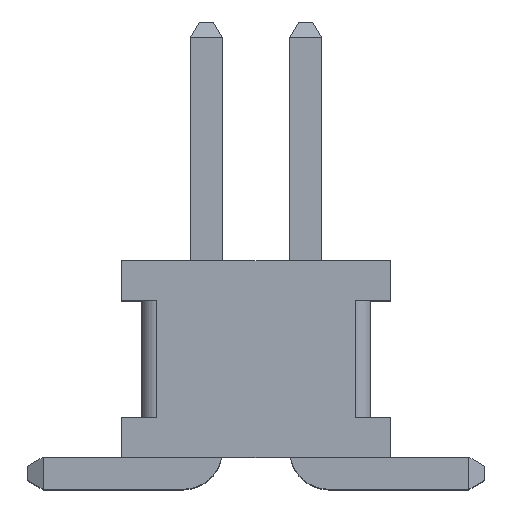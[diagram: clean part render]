
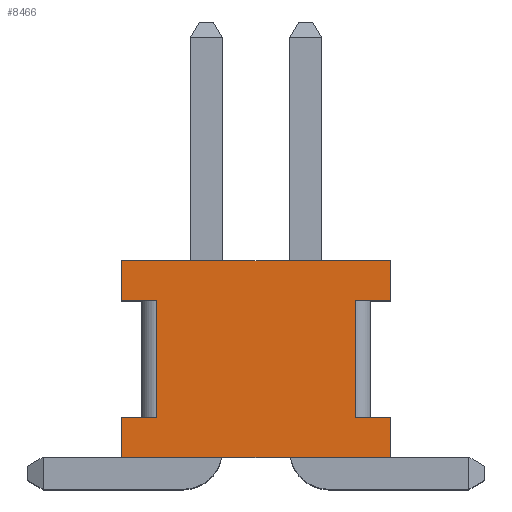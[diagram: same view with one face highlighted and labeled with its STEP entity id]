
A CAD part, top view. The second image highlights one B-rep face of the part: STEP entity #8466.
In plain terms, the highlighted planar face has unit normal (0, 0, 1).
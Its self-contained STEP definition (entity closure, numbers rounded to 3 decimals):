
#45 = CARTESIAN_POINT ( 'NONE',  ( 1.715, 0.905, 6.35 ) ) ;
#153 = LINE ( 'NONE', #8889, #9773 ) ;
#176 = VERTEX_POINT ( 'NONE', #9438 ) ;
#356 = VERTEX_POINT ( 'NONE', #6219 ) ;
#444 = EDGE_CURVE ( 'NONE', #11177, #8782, #11674, .T. ) ;
#461 = CARTESIAN_POINT ( 'NONE',  ( 1.265, 2.405, 6.35 ) ) ;
#479 = EDGE_CURVE ( 'NONE', #176, #9963, #5712, .T. ) ;
#489 = DIRECTION ( 'NONE',  ( 0., 1., 0. ) ) ;
#618 = CARTESIAN_POINT ( 'NONE',  ( -1.715, 0.4, 6.35 ) ) ;
#641 = ORIENTED_EDGE ( 'NONE', *, *, #7971, .T. ) ;
#708 = CARTESIAN_POINT ( 'NONE',  ( -1.265, 0.905, 6.35 ) ) ;
#807 = ORIENTED_EDGE ( 'NONE', *, *, #444, .T. ) ;
#1009 = LINE ( 'NONE', #9665, #11056 ) ;
#1060 = DIRECTION ( 'NONE',  ( 0., -1., 0. ) ) ;
#1300 = LINE ( 'NONE', #1568, #11620 ) ;
#1357 = CARTESIAN_POINT ( 'NONE',  ( -1.715, 0.905, 6.35 ) ) ;
#1566 = VERTEX_POINT ( 'NONE', #5698 ) ;
#1568 = CARTESIAN_POINT ( 'NONE',  ( 1.715, 2.405, 6.35 ) ) ;
#1661 = CARTESIAN_POINT ( 'NONE',  ( -1.715, 2.91, 6.35 ) ) ;
#1859 = DIRECTION ( 'NONE',  ( 1., 0., 0. ) ) ;
#2003 = ORIENTED_EDGE ( 'NONE', *, *, #6231, .T. ) ;
#2338 = CARTESIAN_POINT ( 'NONE',  ( 1.715, 2.91, 6.35 ) ) ;
#2538 = VECTOR ( 'NONE', #6947, 1000. ) ;
#2544 = DIRECTION ( 'NONE',  ( -1., 0., 0. ) ) ;
#2619 = CARTESIAN_POINT ( 'NONE',  ( -1.265, 0.905, 6.35 ) ) ;
#2665 = VERTEX_POINT ( 'NONE', #708 ) ;
#2981 = CARTESIAN_POINT ( 'NONE',  ( 0., 0., 6.35 ) ) ;
#3245 = DIRECTION ( 'NONE',  ( 0., 1., 0. ) ) ;
#3283 = ORIENTED_EDGE ( 'NONE', *, *, #3694, .T. ) ;
#3331 = CARTESIAN_POINT ( 'NONE',  ( -1.715, 2.405, 6.35 ) ) ;
#3342 = CARTESIAN_POINT ( 'NONE',  ( 1.265, 0.905, 6.35 ) ) ;
#3694 = EDGE_CURVE ( 'NONE', #4429, #10099, #7895, .T. ) ;
#3827 = ORIENTED_EDGE ( 'NONE', *, *, #479, .T. ) ;
#4071 = DIRECTION ( 'NONE',  ( -1., 0., 0. ) ) ;
#4113 = ORIENTED_EDGE ( 'NONE', *, *, #9724, .T. ) ;
#4154 = VECTOR ( 'NONE', #2544, 1000. ) ;
#4273 = VERTEX_POINT ( 'NONE', #11314 ) ;
#4428 = LINE ( 'NONE', #461, #8842 ) ;
#4429 = VERTEX_POINT ( 'NONE', #1357 ) ;
#4558 = VECTOR ( 'NONE', #9754, 1000. ) ;
#4581 = DIRECTION ( 'NONE',  ( 0., 1., 0. ) ) ;
#4741 = CARTESIAN_POINT ( 'NONE',  ( -1.715, 2.405, 6.35 ) ) ;
#4810 = PLANE ( 'NONE',  #5509 ) ;
#4842 = DIRECTION ( 'NONE',  ( 1., 0., 0. ) ) ;
#5509 = AXIS2_PLACEMENT_3D ( 'NONE', #2981, #11337, #4842 ) ;
#5562 = ORIENTED_EDGE ( 'NONE', *, *, #11430, .T. ) ;
#5698 = CARTESIAN_POINT ( 'NONE',  ( 1.715, 2.405, 6.35 ) ) ;
#5712 = LINE ( 'NONE', #45, #11975 ) ;
#5994 = VECTOR ( 'NONE', #9258, 1000. ) ;
#6022 = CARTESIAN_POINT ( 'NONE',  ( 1.715, 2.91, 6.35 ) ) ;
#6125 = DIRECTION ( 'NONE',  ( 1., 0., 0. ) ) ;
#6219 = CARTESIAN_POINT ( 'NONE',  ( -1.265, 2.405, 6.35 ) ) ;
#6231 = EDGE_CURVE ( 'NONE', #2665, #4429, #1009, .T. ) ;
#6332 = LINE ( 'NONE', #2338, #8259 ) ;
#6350 = VERTEX_POINT ( 'NONE', #9785 ) ;
#6947 = DIRECTION ( 'NONE',  ( 1., 0., 0. ) ) ;
#7719 = LINE ( 'NONE', #2619, #10496 ) ;
#7759 = EDGE_LOOP ( 'NONE', ( #9595, #5562, #4113, #641, #807, #10377, #8707, #2003, #3283, #9389, #3827, #10879 ) ) ;
#7787 = FACE_OUTER_BOUND ( 'NONE', #7759, .T. ) ;
#7895 = LINE ( 'NONE', #11388, #10078 ) ;
#7971 = EDGE_CURVE ( 'NONE', #6350, #11177, #10854, .T. ) ;
#8259 = VECTOR ( 'NONE', #3245, 1000. ) ;
#8326 = CARTESIAN_POINT ( 'NONE',  ( -1.715, 2.91, 6.35 ) ) ;
#8466 = ADVANCED_FACE ( 'NONE', ( #7787 ), #4810, .T. ) ;
#8707 = ORIENTED_EDGE ( 'NONE', *, *, #10555, .T. ) ;
#8782 = VERTEX_POINT ( 'NONE', #4741 ) ;
#8836 = CARTESIAN_POINT ( 'NONE',  ( 1.715, 0.905, 6.35 ) ) ;
#8842 = VECTOR ( 'NONE', #489, 1000. ) ;
#8889 = CARTESIAN_POINT ( 'NONE',  ( -1.715, 0.4, 6.35 ) ) ;
#9125 = VERTEX_POINT ( 'NONE', #3342 ) ;
#9258 = DIRECTION ( 'NONE',  ( 0., -1., 0. ) ) ;
#9389 = ORIENTED_EDGE ( 'NONE', *, *, #10992, .T. ) ;
#9438 = CARTESIAN_POINT ( 'NONE',  ( 1.715, 0.4, 6.35 ) ) ;
#9595 = ORIENTED_EDGE ( 'NONE', *, *, #9984, .T. ) ;
#9665 = CARTESIAN_POINT ( 'NONE',  ( -1.465, 0.905, 6.35 ) ) ;
#9710 = CARTESIAN_POINT ( 'NONE',  ( 1.465, 0.905, 6.35 ) ) ;
#9724 = EDGE_CURVE ( 'NONE', #1566, #6350, #6332, .T. ) ;
#9754 = DIRECTION ( 'NONE',  ( -1., 0., 0. ) ) ;
#9773 = VECTOR ( 'NONE', #6125, 1000. ) ;
#9785 = CARTESIAN_POINT ( 'NONE',  ( 1.715, 2.91, 6.35 ) ) ;
#9963 = VERTEX_POINT ( 'NONE', #8836 ) ;
#9984 = EDGE_CURVE ( 'NONE', #9125, #4273, #4428, .T. ) ;
#10078 = VECTOR ( 'NONE', #1060, 1000. ) ;
#10099 = VERTEX_POINT ( 'NONE', #618 ) ;
#10292 = EDGE_CURVE ( 'NONE', #9963, #9125, #11692, .T. ) ;
#10377 = ORIENTED_EDGE ( 'NONE', *, *, #10464, .T. ) ;
#10464 = EDGE_CURVE ( 'NONE', #8782, #356, #11279, .T. ) ;
#10496 = VECTOR ( 'NONE', #11080, 1000. ) ;
#10555 = EDGE_CURVE ( 'NONE', #356, #2665, #7719, .T. ) ;
#10854 = LINE ( 'NONE', #6022, #4154 ) ;
#10879 = ORIENTED_EDGE ( 'NONE', *, *, #10292, .T. ) ;
#10992 = EDGE_CURVE ( 'NONE', #10099, #176, #153, .T. ) ;
#11056 = VECTOR ( 'NONE', #4071, 1000. ) ;
#11080 = DIRECTION ( 'NONE',  ( 0., -1., 0. ) ) ;
#11177 = VERTEX_POINT ( 'NONE', #1661 ) ;
#11279 = LINE ( 'NONE', #3331, #2538 ) ;
#11314 = CARTESIAN_POINT ( 'NONE',  ( 1.265, 2.405, 6.35 ) ) ;
#11337 = DIRECTION ( 'NONE',  ( 0., 0., 1. ) ) ;
#11388 = CARTESIAN_POINT ( 'NONE',  ( -1.715, 0.905, 6.35 ) ) ;
#11430 = EDGE_CURVE ( 'NONE', #4273, #1566, #1300, .T. ) ;
#11620 = VECTOR ( 'NONE', #1859, 1000. ) ;
#11674 = LINE ( 'NONE', #8326, #5994 ) ;
#11692 = LINE ( 'NONE', #9710, #4558 ) ;
#11975 = VECTOR ( 'NONE', #4581, 1000. ) ;
